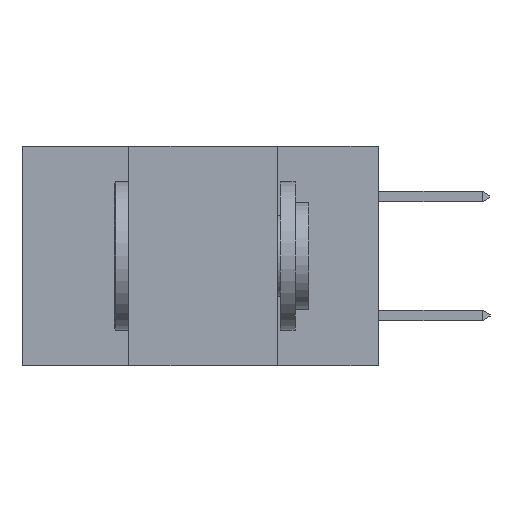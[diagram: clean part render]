
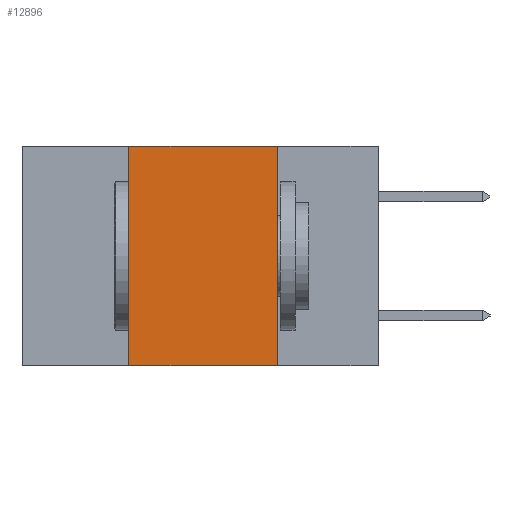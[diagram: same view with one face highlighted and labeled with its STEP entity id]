
A CAD part, left-side view. The second image highlights one B-rep face of the part: STEP entity #12896.
In plain terms, the highlighted planar face has unit normal (-1, 0, 0).
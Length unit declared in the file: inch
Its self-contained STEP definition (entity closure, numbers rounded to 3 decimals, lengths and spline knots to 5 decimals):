
#393 = CARTESIAN_POINT ( 'NONE',  ( 0., 0.6, 0. ) ) ;
#618 = AXIS2_PLACEMENT_3D ( 'NONE', #393, #1757, #10928 ) ;
#695 = DIRECTION ( 'NONE',  ( 0., -1., 0. ) ) ;
#1526 = ORIENTED_EDGE ( 'NONE', *, *, #13783, .T. ) ;
#1757 = DIRECTION ( 'NONE',  ( 1., 0., 0. ) ) ;
#2347 = CARTESIAN_POINT ( 'NONE',  ( 0., 0.17, -0.37 ) ) ;
#2460 = VERTEX_POINT ( 'NONE', #14278 ) ;
#2599 = DIRECTION ( 'NONE',  ( 0., 0., -1. ) ) ;
#2634 = CARTESIAN_POINT ( 'NONE',  ( 0., 0.17, 0. ) ) ;
#3222 = DIRECTION ( 'NONE',  ( 0., 0., 1. ) ) ;
#3960 = EDGE_CURVE ( 'NONE', #15362, #2460, #10769, .T. ) ;
#4300 = ORIENTED_EDGE ( 'NONE', *, *, #3960, .F. ) ;
#4544 = VERTEX_POINT ( 'NONE', #7037 ) ;
#4750 = CARTESIAN_POINT ( 'NONE',  ( 0., 0.6, 0. ) ) ;
#5297 = VECTOR ( 'NONE', #3222, 39.37008 ) ;
#5401 = ORIENTED_EDGE ( 'NONE', *, *, #10773, .F. ) ;
#5590 = VECTOR ( 'NONE', #695, 39.37008 ) ;
#7037 = CARTESIAN_POINT ( 'NONE',  ( 0., 0.42, -0.37 ) ) ;
#8403 = PLANE ( 'NONE',  #618 ) ;
#8659 = ORIENTED_EDGE ( 'NONE', *, *, #15539, .F. ) ;
#8691 = CARTESIAN_POINT ( 'NONE',  ( 0., 0.42, 0. ) ) ;
#8742 = LINE ( 'NONE', #15915, #5297 ) ;
#8818 = DIRECTION ( 'NONE',  ( 0., -1., 0. ) ) ;
#10769 = LINE ( 'NONE', #2347, #12532 ) ;
#10773 = EDGE_CURVE ( 'NONE', #10788, #15362, #13514, .T. ) ;
#10788 = VERTEX_POINT ( 'NONE', #8691 ) ;
#10928 = DIRECTION ( 'NONE',  ( 0., 0., -1. ) ) ;
#11749 = VECTOR ( 'NONE', #8818, 39.37008 ) ;
#12532 = VECTOR ( 'NONE', #2599, 39.37008 ) ;
#12896 = ADVANCED_FACE ( 'NONE', ( #15072 ), #8403, .F. ) ;
#13418 = EDGE_LOOP ( 'NONE', ( #4300, #5401, #8659, #1526 ) ) ;
#13514 = LINE ( 'NONE', #4750, #5590 ) ;
#13783 = EDGE_CURVE ( 'NONE', #4544, #2460, #15039, .T. ) ;
#14278 = CARTESIAN_POINT ( 'NONE',  ( 0., 0.17, -0.37 ) ) ;
#15028 = CARTESIAN_POINT ( 'NONE',  ( 0., 0.6, -0.37 ) ) ;
#15039 = LINE ( 'NONE', #15028, #11749 ) ;
#15072 = FACE_OUTER_BOUND ( 'NONE', #13418, .T. ) ;
#15362 = VERTEX_POINT ( 'NONE', #2634 ) ;
#15539 = EDGE_CURVE ( 'NONE', #4544, #10788, #8742, .T. ) ;
#15915 = CARTESIAN_POINT ( 'NONE',  ( 0., 0.42, -0.37 ) ) ;
